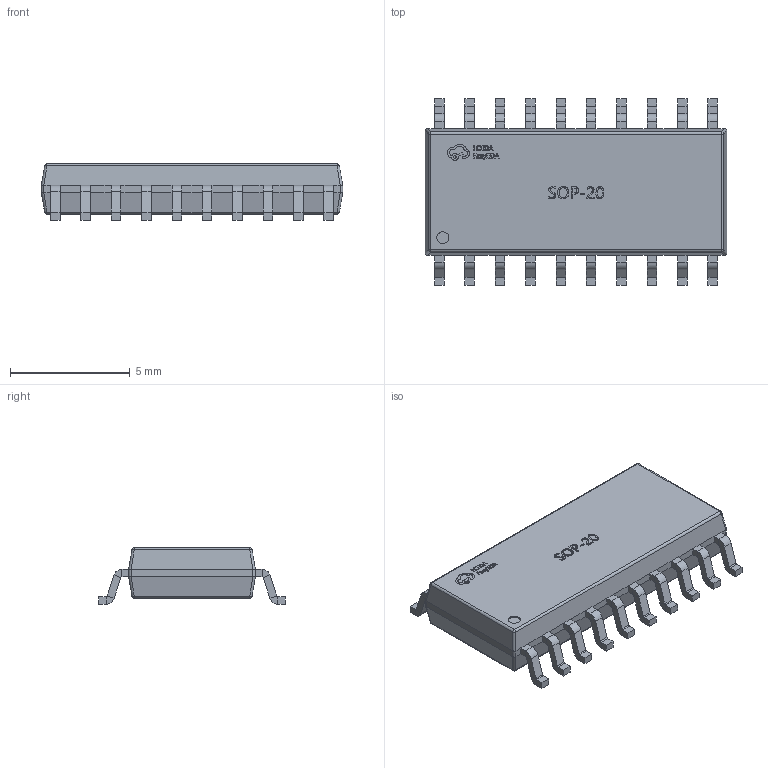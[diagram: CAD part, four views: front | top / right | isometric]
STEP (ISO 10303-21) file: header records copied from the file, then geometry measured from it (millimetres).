
FILE_DESCRIPTION (( 'STEP AP214' ), '1' );
FILE_NAME ('SOP-20_L12.6-W5.3-H2.1-LS7.8-P1.27.step', '2022-07-26T10:04:28', ( '' ), ( '' ), 'SwSTEP 2.0', 'SolidWorks 2020', '' );
FILE_SCHEMA (( 'AUTOMOTIVE_DESIGN' ));
Length unit declared in the file: millimetre
Products named in the file (1): SOP-20_L12.6-W5.3-H2.1-LS7.8-P1.27
Bounding box: 12.6 x 7.8 x 2.35 mm (x, y, z)
Volume: 140.2 mm3; surface area: 252.9 mm2
Topology: 14 solids, 14 shells, 843 faces, 1970 edges, 1172 vertices
Faces by surface type: plane 581, bspline 152, cylinder 102, sphere 8
Entity records: 35741 total; most frequent: CARTESIAN_POINT 8890, ORIENTED_EDGE 3940, DIRECTION 3210, EDGE_CURVE 1970, VECTOR 1450, LINE 1450, VERTEX_POINT 1172, AXIS2_PLACEMENT_3D 880
